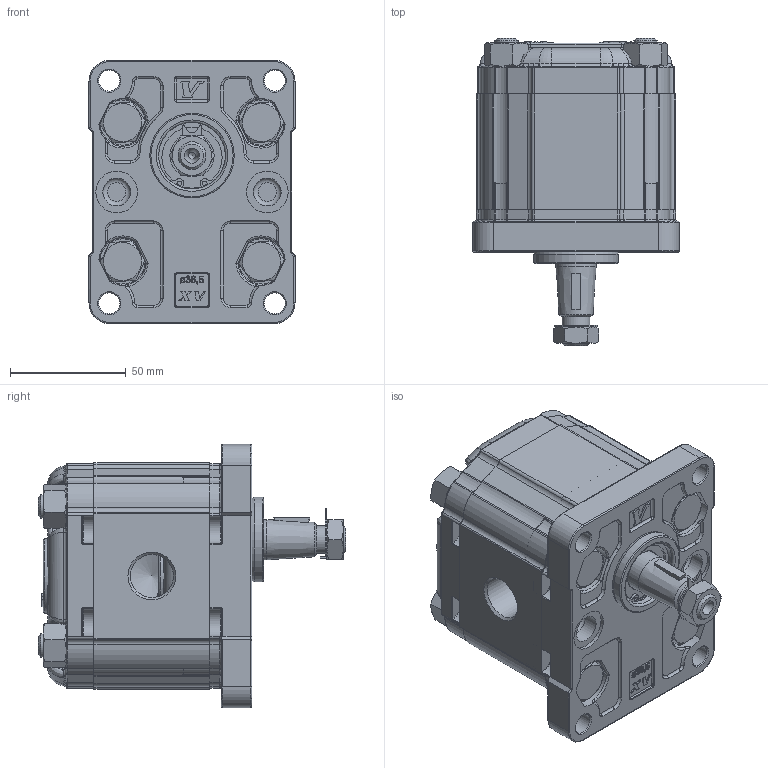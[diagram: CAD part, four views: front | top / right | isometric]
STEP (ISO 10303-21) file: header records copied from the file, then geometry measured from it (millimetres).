
FILE_DESCRIPTION( ( 'Unknown' ), '1' );
FILE_NAME( 'X2M4301EBBF.stp', 'Unknown', ( 'Unknown' ), ( 'Unknown' ), 'PSStep 14.0', 'Unknown', ' ' );
FILE_SCHEMA( ( 'AUTOMOTIVE_DESIGN { 1 0 10303 214 1 1 1 1 }' ) );
Length unit declared in the file: millimetre
Products named in the file (5): Assem1; X2M01; 2E; X2BBH50; XM201-F
Bounding box: 89 x 132.65 x 113.7 mm (x, y, z)
Surface area: 199827.1 mm2
Topology: 8 solids, 10 shells, 3760 faces, 9696 edges, 6204 vertices
Faces by surface type: plane 1786, cylinder 924, extrusion 380, torus 338, cone 190, bspline 134, sphere 8
Full cylindrical faces by diameter (mm): 2 x4, 9 x8, 10 x8, 12 x8, 12.5 x2, 16 x8, 17.42 x2, 18 x6, 18.631 x2, 19 x2, 20.595 x2, 23.332 x2, 25.834 x2, 28.5 x2, 28.56 x2, 28.57 x2, 28.8 x2, 30.5 x2, 36.5 x2
Entity records: 79453 total; most frequent: CARTESIAN_POINT 19363, ORIENTED_EDGE 9448, DIRECTION 8955, EDGE_CURVE 4724, VERTEX_POINT 3070, AXIS2_PLACEMENT_3D 3025, VECTOR 2905, LINE 2715
